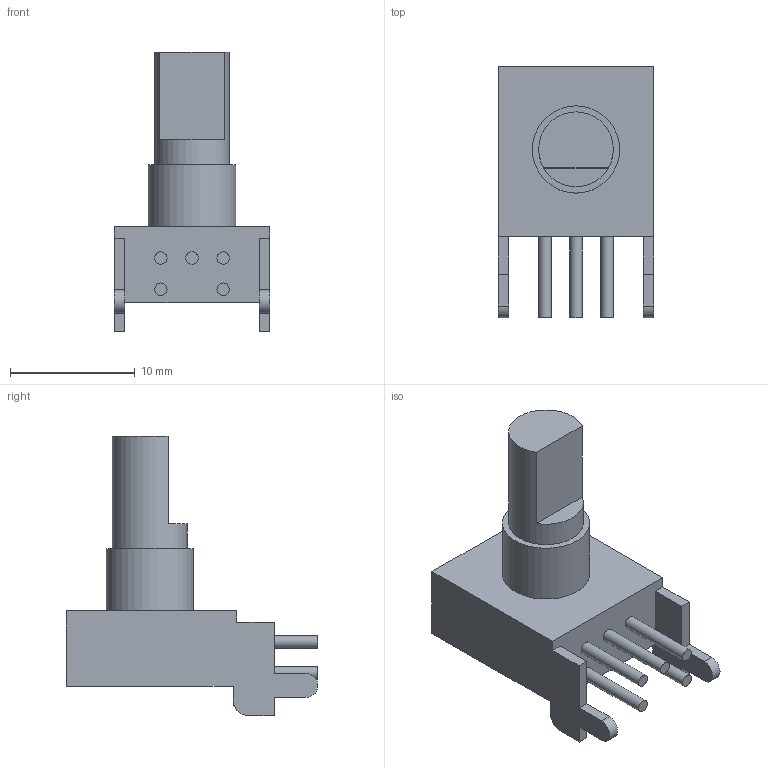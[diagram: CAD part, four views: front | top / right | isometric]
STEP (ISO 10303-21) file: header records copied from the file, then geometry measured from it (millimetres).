
FILE_DESCRIPTION(/* description */ (''),/* implementation_level */ '2;1');
FILE_NAME(/* name */ 'PEC12R-2x20F-Sxxxx.step',/* time_stamp */ '2020-04-26T14:15:20+02:00',/* author */ (''),/* organization */ (''),/* preprocessor_version */ 'ST-DEVELOPER v18.1',/* originating_system */ 'Autodesk Translation Framework v9.2.0.1227',/* authorisation */ '');
FILE_SCHEMA (('AUTOMOTIVE_DESIGN { 1 0 10303 214 3 1 1 }'));
Length unit declared in the file: millimetre
Products named in the file (1): PEC12R-2x20F-Sxxxx
Bounding box: 12.5 x 20.2 x 22.4 mm (x, y, z)
Volume: 1522.7 mm3; surface area: 1179.6 mm2
Topology: 1 solids, 1 shells, 46 faces, 111 edges, 74 vertices
Faces by surface type: plane 35, cylinder 11
Full cylindrical faces by diameter (mm): 1 x5, 6 x1, 7 x1
Entity records: 1438 total; most frequent: CARTESIAN_POINT 232, DIRECTION 231, ORIENTED_EDGE 222, EDGE_CURVE 111, LINE 85, VECTOR 85, VERTEX_POINT 74, AXIS2_PLACEMENT_3D 73
